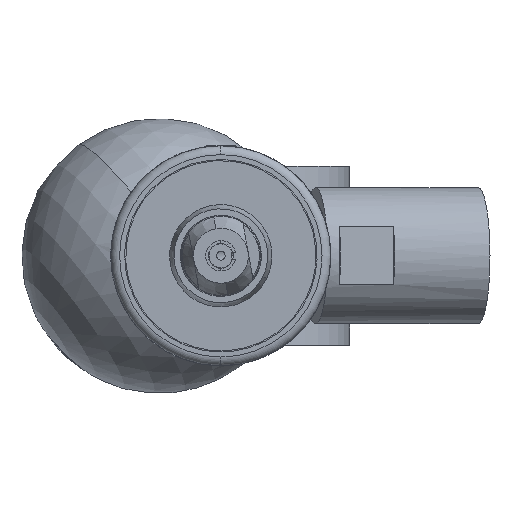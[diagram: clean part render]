
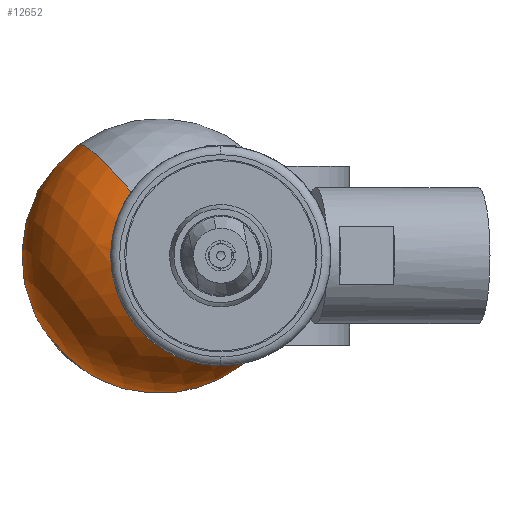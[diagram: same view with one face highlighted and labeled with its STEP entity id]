
A CAD part, left-side view. The second image highlights one B-rep face of the part: STEP entity #12652.
In plain terms, the highlighted spherical face has radius 15.875 mm.
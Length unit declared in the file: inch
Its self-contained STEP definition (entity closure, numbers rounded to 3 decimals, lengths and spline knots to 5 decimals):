
#388 = ORIENTED_EDGE ( 'NONE', *, *, #14860, .T. ) ;
#580 = DIRECTION ( 'NONE',  ( 0., 0.59, 0.808 ) ) ;
#697 = CARTESIAN_POINT ( 'NONE',  ( 7.15539, 0.28004, 0. ) ) ;
#911 = AXIS2_PLACEMENT_3D ( 'NONE', #14806, #12391, #4433 ) ;
#1464 = EDGE_LOOP ( 'NONE', ( #10959, #8668, #388, #1721 ) ) ;
#1721 = ORIENTED_EDGE ( 'NONE', *, *, #3607, .T. ) ;
#1906 = VERTEX_POINT ( 'NONE', #14077 ) ;
#2371 = AXIS2_PLACEMENT_3D ( 'NONE', #697, #4042, #7767 ) ;
#2506 = VERTEX_POINT ( 'NONE', #5148 ) ;
#2799 = FACE_OUTER_BOUND ( 'NONE', #1464, .T. ) ;
#3074 = DIRECTION ( 'NONE',  ( 0.092, -0.578, -0.811 ) ) ;
#3607 = EDGE_CURVE ( 'NONE', #2506, #4157, #3609, .T. ) ;
#3609 = CIRCLE ( 'NONE', #8928, 0.25 ) ;
#4042 = DIRECTION ( 'NONE',  ( 0.127, -0.801, 0.585 ) ) ;
#4157 = VERTEX_POINT ( 'NONE', #11972 ) ;
#4341 = CARTESIAN_POINT ( 'NONE',  ( 6.6125, 0.04597, -0.20274 ) ) ;
#4433 = DIRECTION ( 'NONE',  ( 0.127, -0.801, 0.585 ) ) ;
#4883 = DIRECTION ( 'NONE',  ( 0.988, 0.156, 0. ) ) ;
#5148 = CARTESIAN_POINT ( 'NONE',  ( 6.55791, 0.39068, -0.14627 ) ) ;
#5711 = EDGE_CURVE ( 'NONE', #1906, #4157, #8896, .T. ) ;
#6555 = DIRECTION ( 'NONE',  ( 0.127, -0.801, 0.585 ) ) ;
#7003 = CIRCLE ( 'NONE', #911, 0.25 ) ;
#7368 = EDGE_CURVE ( 'NONE', #1906, #11193, #8665, .T. ) ;
#7767 = DIRECTION ( 'NONE',  ( 0., -0.59, -0.808 ) ) ;
#8650 = DIRECTION ( 'NONE',  ( 0.127, -0.801, 0.585 ) ) ;
#8665 = CIRCLE ( 'NONE', #10368, 0.625 ) ;
#8668 = ORIENTED_EDGE ( 'NONE', *, *, #7368, .T. ) ;
#8896 = CIRCLE ( 'NONE', #2371, 0.625 ) ;
#8928 = AXIS2_PLACEMENT_3D ( 'NONE', #14177, #4883, #8650 ) ;
#10368 = AXIS2_PLACEMENT_3D ( 'NONE', #14544, #14678, #580 ) ;
#10959 = ORIENTED_EDGE ( 'NONE', *, *, #5711, .F. ) ;
#11193 = VERTEX_POINT ( 'NONE', #4341 ) ;
#11972 = CARTESIAN_POINT ( 'NONE',  ( 6.56674, 0.3349, 0.20274 ) ) ;
#12391 = DIRECTION ( 'NONE',  ( 0.988, 0.156, 0. ) ) ;
#12398 = CARTESIAN_POINT ( 'NONE',  ( 7.15539, 0.28004, 0. ) ) ;
#12652 = ADVANCED_FACE ( 'NONE', ( #2799 ), #13438, .T. ) ;
#13438 = SPHERICAL_SURFACE ( 'NONE', #13519, 0.625 ) ;
#13519 = AXIS2_PLACEMENT_3D ( 'NONE', #12398, #6555, #3074 ) ;
#14077 = CARTESIAN_POINT ( 'NONE',  ( 7.7727, 0.37782, 0. ) ) ;
#14177 = CARTESIAN_POINT ( 'NONE',  ( 6.58962, 0.19044, 0. ) ) ;
#14544 = CARTESIAN_POINT ( 'NONE',  ( 7.15539, 0.28004, 0. ) ) ;
#14678 = DIRECTION ( 'NONE',  ( -0.127, 0.801, -0.585 ) ) ;
#14806 = CARTESIAN_POINT ( 'NONE',  ( 6.58962, 0.19044, 0. ) ) ;
#14860 = EDGE_CURVE ( 'NONE', #11193, #2506, #7003, .T. ) ;
